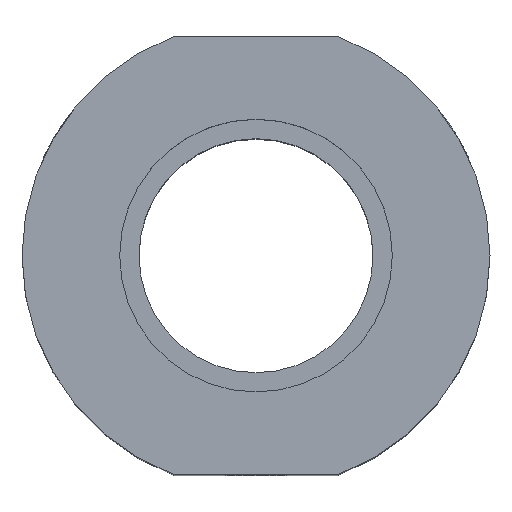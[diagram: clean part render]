
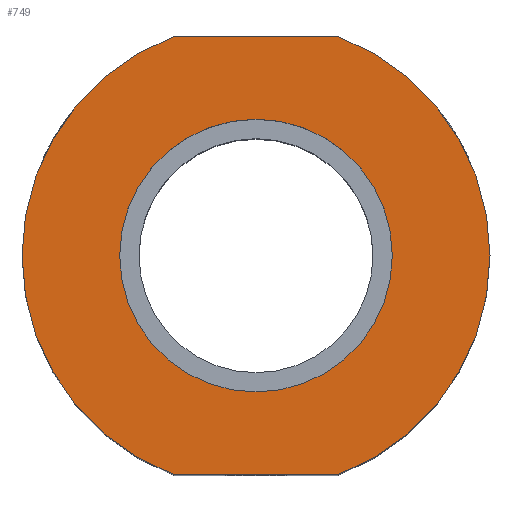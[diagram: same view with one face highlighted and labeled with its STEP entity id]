
A CAD part, top view. The second image highlights one B-rep face of the part: STEP entity #749.
In plain terms, the highlighted planar face has unit normal (0, 0, 1).
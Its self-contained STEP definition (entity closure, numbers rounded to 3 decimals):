
#40 = CARTESIAN_POINT ( 'NONE',  ( 19.05, 17.85, 19. ) ) ;
#68 = CARTESIAN_POINT ( 'NONE',  ( 0., 0., 19. ) ) ;
#91 = AXIS2_PLACEMENT_3D ( 'NONE', #663, #750, #522 ) ;
#140 = DIRECTION ( 'NONE',  ( -1., 0., 0. ) ) ;
#144 = ORIENTED_EDGE ( 'NONE', *, *, #1212, .T. ) ;
#149 = CIRCLE ( 'NONE', #1093, 11.1 ) ;
#222 = VERTEX_POINT ( 'NONE', #1290 ) ;
#233 = DIRECTION ( 'NONE',  ( 0., 0., -1. ) ) ;
#235 = EDGE_CURVE ( 'NONE', #1421, #544, #675, .T. ) ;
#262 = DIRECTION ( 'NONE',  ( -1., 0., 0. ) ) ;
#333 = AXIS2_PLACEMENT_3D ( 'NONE', #909, #233, #262 ) ;
#375 = EDGE_CURVE ( 'NONE', #683, #1421, #540, .T. ) ;
#404 = DIRECTION ( 'NONE',  ( 0., 0., -1. ) ) ;
#446 = CIRCLE ( 'NONE', #333, 11.1 ) ;
#470 = DIRECTION ( 'NONE',  ( 0., 0., -1. ) ) ;
#490 = CARTESIAN_POINT ( 'NONE',  ( -6.654, -17.85, 19. ) ) ;
#522 = DIRECTION ( 'NONE',  ( -1., 0., 0. ) ) ;
#540 = CIRCLE ( 'NONE', #91, 19.05 ) ;
#544 = VERTEX_POINT ( 'NONE', #718 ) ;
#589 = CARTESIAN_POINT ( 'NONE',  ( 0., 0., 19. ) ) ;
#601 = DIRECTION ( 'NONE',  ( 1., 0., 0. ) ) ;
#627 = DIRECTION ( 'NONE',  ( -1., 0., 0. ) ) ;
#663 = CARTESIAN_POINT ( 'NONE',  ( 0., 0., 19. ) ) ;
#675 = CIRCLE ( 'NONE', #1077, 19.05 ) ;
#683 = VERTEX_POINT ( 'NONE', #490 ) ;
#692 = CIRCLE ( 'NONE', #838, 19.05 ) ;
#718 = CARTESIAN_POINT ( 'NONE',  ( -6.654, 17.85, 19. ) ) ;
#741 = CARTESIAN_POINT ( 'NONE',  ( 19.05, 0., 19. ) ) ;
#749 = ADVANCED_FACE ( 'NONE', ( #990, #1262 ), #1064, .F. ) ;
#750 = DIRECTION ( 'NONE',  ( 0., 0., -1. ) ) ;
#789 = ORIENTED_EDGE ( 'NONE', *, *, #1425, .T. ) ;
#838 = AXIS2_PLACEMENT_3D ( 'NONE', #1260, #1167, #627 ) ;
#847 = ORIENTED_EDGE ( 'NONE', *, *, #235, .F. ) ;
#851 = DIRECTION ( 'NONE',  ( -1., 0., 0. ) ) ;
#882 = ORIENTED_EDGE ( 'NONE', *, *, #375, .F. ) ;
#909 = CARTESIAN_POINT ( 'NONE',  ( 0., 0., 19. ) ) ;
#941 = LINE ( 'NONE', #40, #1169 ) ;
#948 = CARTESIAN_POINT ( 'NONE',  ( 19.05, -17.85, 19. ) ) ;
#990 = FACE_OUTER_BOUND ( 'NONE', #1254, .T. ) ;
#1020 = EDGE_CURVE ( 'NONE', #1051, #222, #692, .T. ) ;
#1045 = EDGE_CURVE ( 'NONE', #683, #222, #1413, .T. ) ;
#1051 = VERTEX_POINT ( 'NONE', #1271 ) ;
#1064 = PLANE ( 'NONE',  #1151 ) ;
#1077 = AXIS2_PLACEMENT_3D ( 'NONE', #68, #1166, #851 ) ;
#1093 = AXIS2_PLACEMENT_3D ( 'NONE', #589, #470, #140 ) ;
#1141 = CARTESIAN_POINT ( 'NONE',  ( -11.1, 0., 19. ) ) ;
#1151 = AXIS2_PLACEMENT_3D ( 'NONE', #741, #404, #1291 ) ;
#1166 = DIRECTION ( 'NONE',  ( 0., 0., -1. ) ) ;
#1167 = DIRECTION ( 'NONE',  ( 0., 0., -1. ) ) ;
#1169 = VECTOR ( 'NONE', #1258, 1000. ) ;
#1177 = EDGE_LOOP ( 'NONE', ( #789, #1403 ) ) ;
#1195 = EDGE_CURVE ( 'NONE', #1338, #1443, #446, .T. ) ;
#1212 = EDGE_CURVE ( 'NONE', #1051, #544, #941, .T. ) ;
#1213 = VECTOR ( 'NONE', #601, 1000. ) ;
#1219 = ORIENTED_EDGE ( 'NONE', *, *, #1020, .F. ) ;
#1238 = ORIENTED_EDGE ( 'NONE', *, *, #1045, .T. ) ;
#1254 = EDGE_LOOP ( 'NONE', ( #882, #1238, #1219, #144, #847 ) ) ;
#1258 = DIRECTION ( 'NONE',  ( -1., 0., 0. ) ) ;
#1260 = CARTESIAN_POINT ( 'NONE',  ( 0., 0., 19. ) ) ;
#1262 = FACE_BOUND ( 'NONE', #1177, .T. ) ;
#1271 = CARTESIAN_POINT ( 'NONE',  ( 6.654, 17.85, 19. ) ) ;
#1290 = CARTESIAN_POINT ( 'NONE',  ( 6.654, -17.85, 19. ) ) ;
#1291 = DIRECTION ( 'NONE',  ( -1., 0., 0. ) ) ;
#1338 = VERTEX_POINT ( 'NONE', #1349 ) ;
#1349 = CARTESIAN_POINT ( 'NONE',  ( 11.1, 0., 19. ) ) ;
#1359 = CARTESIAN_POINT ( 'NONE',  ( -19.05, 0., 19. ) ) ;
#1403 = ORIENTED_EDGE ( 'NONE', *, *, #1195, .T. ) ;
#1413 = LINE ( 'NONE', #948, #1213 ) ;
#1421 = VERTEX_POINT ( 'NONE', #1359 ) ;
#1425 = EDGE_CURVE ( 'NONE', #1443, #1338, #149, .T. ) ;
#1443 = VERTEX_POINT ( 'NONE', #1141 ) ;
